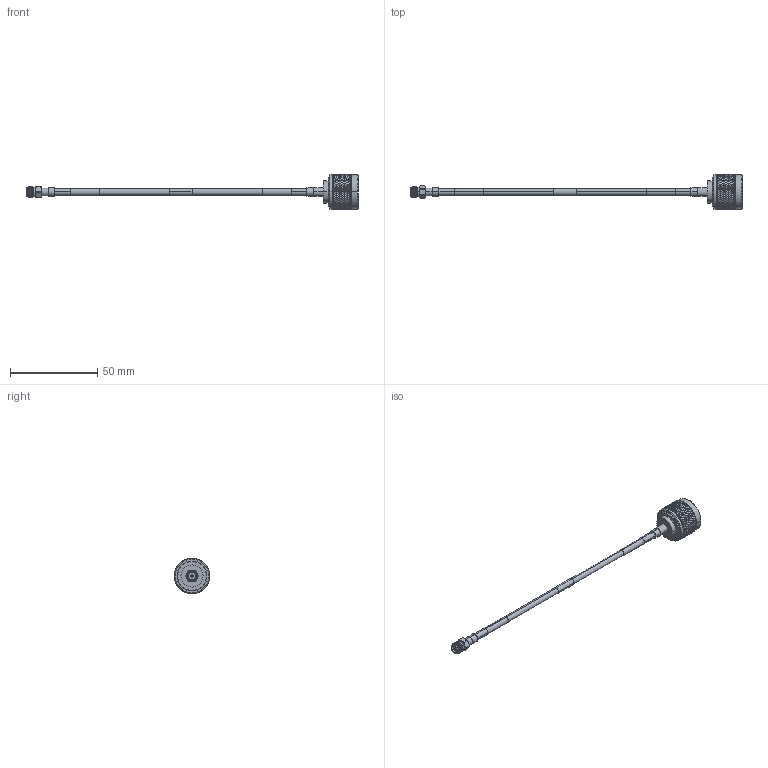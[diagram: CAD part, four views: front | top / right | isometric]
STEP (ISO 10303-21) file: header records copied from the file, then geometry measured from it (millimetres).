
FILE_DESCRIPTION (( 'STEP AP214' ), '1' );
FILE_NAME ('LCCA30481_3D.STEP', '2020-04-23T17:25:11', ( '' ), ( '' ), 'SwSTEP 2.0', 'SolidWorks 2018', '' );
FILE_SCHEMA (( 'AUTOMOTIVE_DESIGN' ));
Length unit declared in the file: inch
Products named in the file (6): LCCA30481_3D; LC141TBJ (141 Formable with HeatShrink); LC141TBJ-PROD; LCCN3051; LCCN3047; 1AW01-003_.152 ID
Assembly tree (7 placements, depth 3):
  LCCA30481_3D
    LC141TBJ-PROD
      LC141TBJ (141 Formable with HeatShrink)
      1AW01-003_.152 ID  x3
    LCCN3047
    LCCN3051
Bounding box: 190.5 x 20.32 x 20.32 mm (x, y, z)
Volume: 5898.2 mm3; surface area: 7845.6 mm2
Topology: 9 solids, 9 shells, 2432 faces, 5175 edges, 2781 vertices
Faces by surface type: bspline 1798, cylinder 544, plane 44, cone 44, torus 2
Entity records: 94622 total; most frequent: CARTESIAN_POINT 62038, ORIENTED_EDGE 10302, EDGE_CURVE 5151, VERTEX_POINT 2765, EDGE_LOOP 2448, ADVANCED_FACE 2420, FACE_OUTER_BOUND 2420, DIRECTION 2092
